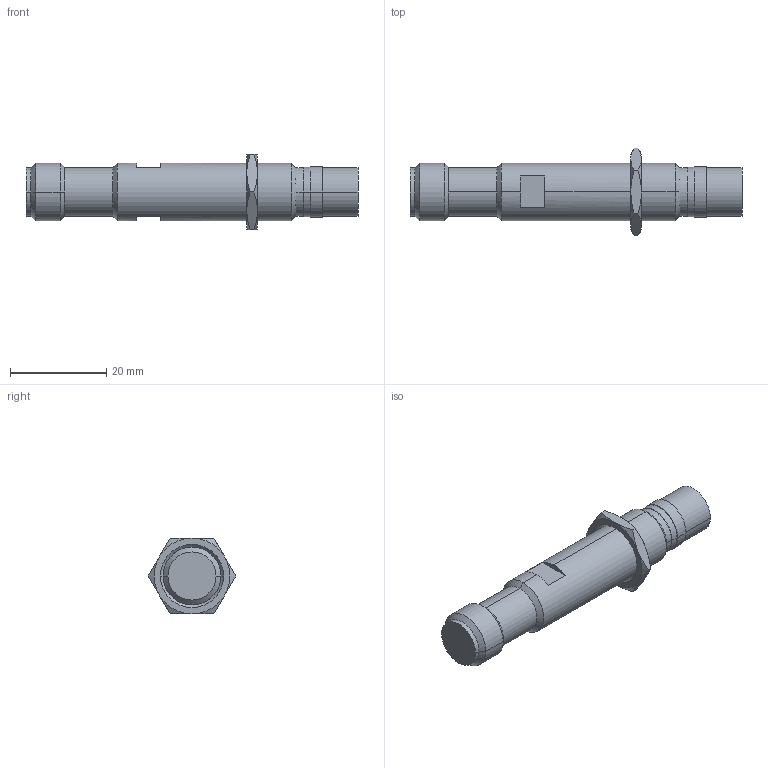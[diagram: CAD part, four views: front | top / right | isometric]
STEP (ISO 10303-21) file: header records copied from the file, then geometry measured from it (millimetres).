
FILE_DESCRIPTION((''),'2;1');
FILE_NAME('DM_CAD-1517A_SW0001','2016-11-23T',('creinig-se'),(''),'PRO/ENGINEER BY PARAMETRIC TECHNOLOGY CORPORATION, 2015440','PRO/ENGINEER BY PARAMETRIC TECHNOLOGY CORPORATION, 2015440','');
FILE_SCHEMA(('CONFIG_CONTROL_DESIGN'));
Length unit declared in the file: millimetre
Products named in the file (1): DM_CAD-1517A_SW0001
Bounding box: 69 x 18.2 x 15.77 mm (x, y, z)
Volume: 7092.3 mm3; surface area: 2973 mm2
Topology: 1 solids, 1 shells, 62 faces, 191 edges, 188 vertices
Faces by surface type: cone 24, plane 20, cylinder 18
Entity records: 2818 total; most frequent: CARTESIAN_POINT 519, DIRECTION 379, ORIENTED_EDGE 280, AXIS2_PLACEMENT_3D 149, EDGE_CURVE 140, PRESENTATION_STYLE_ASSIGNMENT 114, STYLED_ITEM 114, VERTEX_POINT 86
